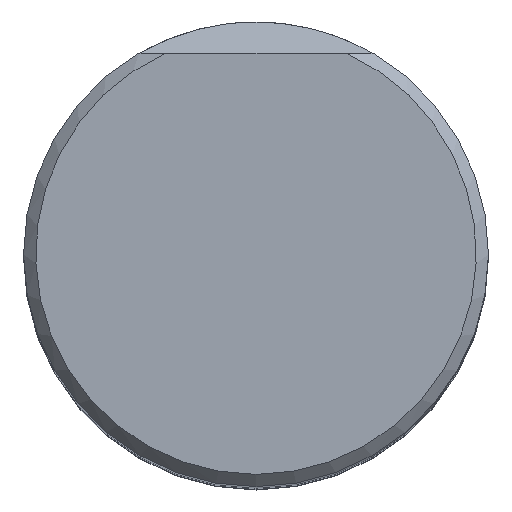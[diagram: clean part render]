
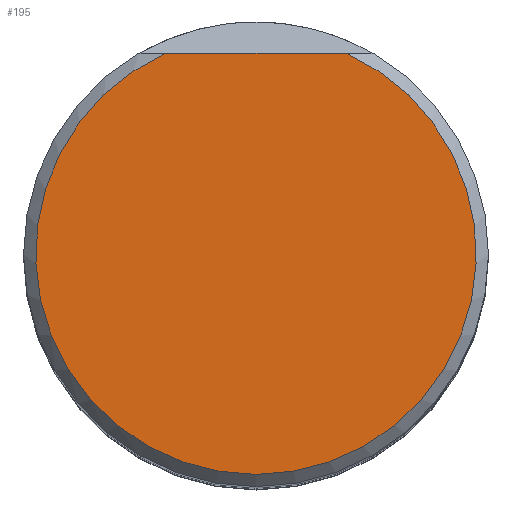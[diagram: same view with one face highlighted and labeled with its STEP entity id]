
A CAD part, top view. The second image highlights one B-rep face of the part: STEP entity #195.
In plain terms, the highlighted planar face has unit normal (0, 0, 1).
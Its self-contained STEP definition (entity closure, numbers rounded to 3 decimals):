
#120=FACE_OUTER_BOUND('',#270,.T.);
#130=PLANE('',#482);
#154=LINE('',#747,#165);
#165=VECTOR('',#571,1.);
#195=ADVANCED_FACE('',(#120),#130,.T.);
#270=EDGE_LOOP('',(#335,#336));
#335=ORIENTED_EDGE('',*,*,#421,.T.);
#336=ORIENTED_EDGE('',*,*,#422,.T.);
#386=VERTEX_POINT('',#745);
#387=VERTEX_POINT('',#746);
#421=EDGE_CURVE('',#386,#387,#443,.T.);
#422=EDGE_CURVE('',#387,#386,#154,.T.);
#443=CIRCLE('',#481,18.05);
#481=AXIS2_PLACEMENT_3D('',#744,#569,#570);
#482=AXIS2_PLACEMENT_3D('',#748,#572,#573);
#569=DIRECTION('',(0.,0.,1.));
#570=DIRECTION('',(0.,1.,0.));
#571=DIRECTION('',(-1.,0.,0.));
#572=DIRECTION('',(0.,0.,1.));
#573=DIRECTION('',(0.,1.,0.));
#744=CARTESIAN_POINT('',(0.,0.,0.));
#745=CARTESIAN_POINT('',(-7.407,16.46,0.));
#746=CARTESIAN_POINT('',(7.407,16.46,0.));
#747=CARTESIAN_POINT('',(0.,16.46,0.));
#748=CARTESIAN_POINT('',(0.,0.,0.));
